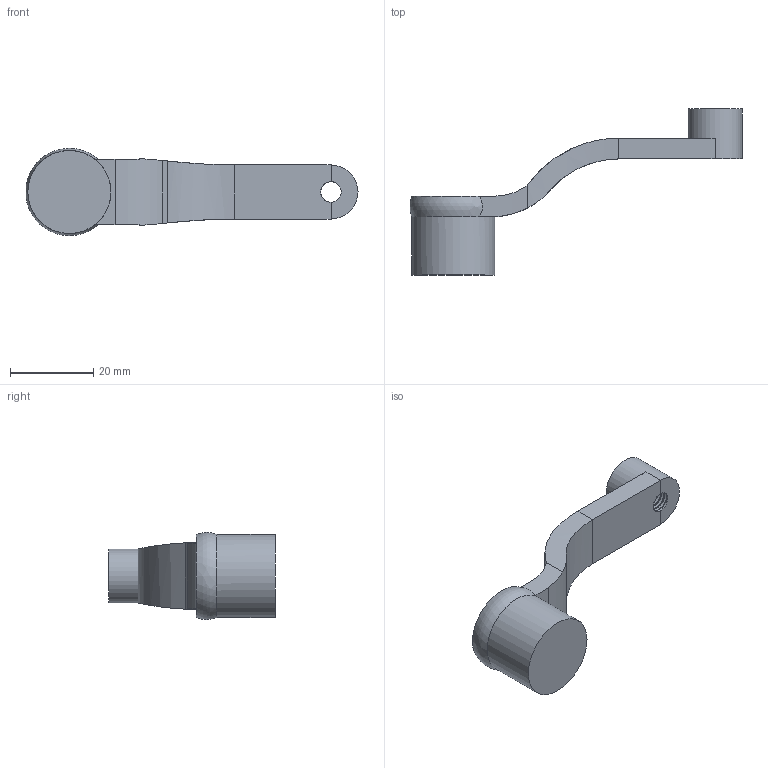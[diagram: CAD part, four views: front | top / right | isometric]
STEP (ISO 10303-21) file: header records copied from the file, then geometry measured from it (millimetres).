
FILE_DESCRIPTION(/* description */ (''),/* implementation_level */ '2;1');
FILE_NAME(/* name */ 'OA_63_N',/* time_stamp */ '2012-11-23T16:30:05+08:00',/* author */ (''),/* organization */ (''),/* preprocessor_version */ 'ST-DEVELOPER v9',/* originating_system */ 'UGS - NX 4.0',/* authorisation */ '');
FILE_SCHEMA (('CONFIG_CONTROL_DESIGN'));
Length unit declared in the file: millimetre
Products named in the file (1): AdmiD5DFxm8t
Bounding box: 79.94 x 40 x 21 mm (x, y, z)
Volume: 10851.4 mm3; surface area: 4802.3 mm2
Topology: 1 solids, 1 shells, 30 faces, 90 edges, 61 vertices
Faces by surface type: plane 15, cylinder 8, extrusion 4, bspline 3
Full cylindrical faces by diameter (mm): 13 x1, 20 x1
Entity records: 4290 total; most frequent: CARTESIAN_POINT 3484, ORIENTED_EDGE 174, DIRECTION 108, EDGE_CURVE 87, VERTEX_POINT 60, B_SPLINE_CURVE_WITH_KNOTS 48, AXIS2_PLACEMENT_3D 37, VECTOR 34
